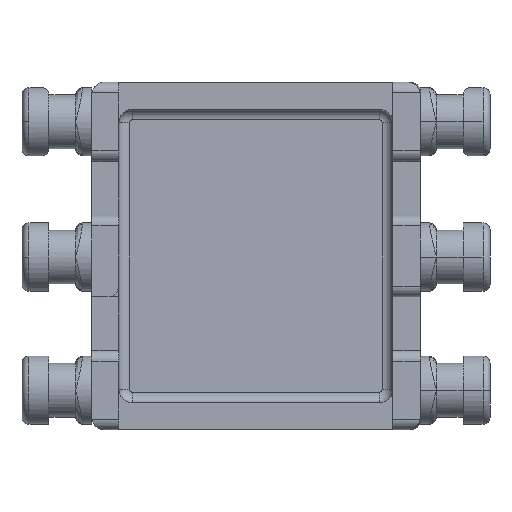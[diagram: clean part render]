
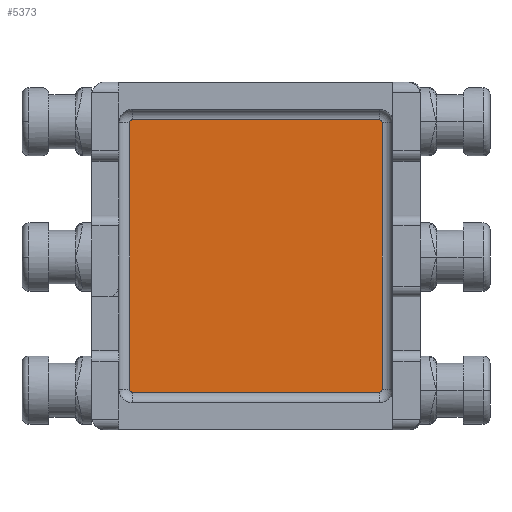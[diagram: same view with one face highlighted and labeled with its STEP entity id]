
A CAD part, front view. The second image highlights one B-rep face of the part: STEP entity #5373.
In plain terms, the highlighted planar face has unit normal (0, -1, 0).
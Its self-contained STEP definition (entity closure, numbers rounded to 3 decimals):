
#33 = DIRECTION ( 'NONE',  ( 0., 0., 1. ) ) ;
#160 = CARTESIAN_POINT ( 'NONE',  ( -2.355, 1.469, -5.725 ) ) ;
#204 = AXIS2_PLACEMENT_3D ( 'NONE', #5588, #9164, #4894 ) ;
#536 = CARTESIAN_POINT ( 'NONE',  ( 2.35, 1.469, -5.725 ) ) ;
#590 = FACE_OUTER_BOUND ( 'NONE', #6520, .T. ) ;
#711 = VECTOR ( 'NONE', #3814, 1000. ) ;
#830 = EDGE_CURVE ( 'NONE', #6629, #8619, #2571, .T. ) ;
#897 = DIRECTION ( 'NONE',  ( 0., 0., -1. ) ) ;
#905 = CIRCLE ( 'NONE', #6362, 0.05 ) ;
#1031 = VECTOR ( 'NONE', #7246, 1000. ) ;
#1099 = ORIENTED_EDGE ( 'NONE', *, *, #5942, .T. ) ;
#1200 = CARTESIAN_POINT ( 'NONE',  ( -2.305, 1.469, -5.775 ) ) ;
#1304 = VERTEX_POINT ( 'NONE', #1608 ) ;
#1479 = EDGE_CURVE ( 'NONE', #2386, #6629, #1695, .T. ) ;
#1552 = DIRECTION ( 'NONE',  ( 1., 0., 0. ) ) ;
#1608 = CARTESIAN_POINT ( 'NONE',  ( 2.3, 1.469, -5.775 ) ) ;
#1695 = CIRCLE ( 'NONE', #1927, 0.05 ) ;
#1927 = AXIS2_PLACEMENT_3D ( 'NONE', #8810, #7109, #5237 ) ;
#1974 = ORIENTED_EDGE ( 'NONE', *, *, #3737, .T. ) ;
#2386 = VERTEX_POINT ( 'NONE', #3480 ) ;
#2466 = CARTESIAN_POINT ( 'NONE',  ( -2.355, 1.469, -5.725 ) ) ;
#2560 = LINE ( 'NONE', #160, #8033 ) ;
#2571 = LINE ( 'NONE', #3836, #711 ) ;
#2731 = PLANE ( 'NONE',  #204 ) ;
#2908 = EDGE_CURVE ( 'NONE', #3627, #2386, #6688, .T. ) ;
#3260 = VERTEX_POINT ( 'NONE', #1200 ) ;
#3480 = CARTESIAN_POINT ( 'NONE',  ( 2.35, 1.469, -0.755 ) ) ;
#3537 = LINE ( 'NONE', #6515, #3982 ) ;
#3627 = VERTEX_POINT ( 'NONE', #536 ) ;
#3698 = AXIS2_PLACEMENT_3D ( 'NONE', #8334, #4032, #9044 ) ;
#3737 = EDGE_CURVE ( 'NONE', #1304, #3627, #905, .T. ) ;
#3814 = DIRECTION ( 'NONE',  ( -1., 0., 0. ) ) ;
#3836 = CARTESIAN_POINT ( 'NONE',  ( -2.305, 1.469, -0.705 ) ) ;
#3911 = EDGE_CURVE ( 'NONE', #3260, #1304, #3537, .T. ) ;
#3982 = VECTOR ( 'NONE', #1552, 1000. ) ;
#4032 = DIRECTION ( 'NONE',  ( 0., -1., 0. ) ) ;
#4220 = DIRECTION ( 'NONE',  ( 0., -1., 0. ) ) ;
#4282 = DIRECTION ( 'NONE',  ( 0., -1., 0. ) ) ;
#4613 = AXIS2_PLACEMENT_3D ( 'NONE', #8561, #4282, #33 ) ;
#4894 = DIRECTION ( 'NONE',  ( 0., 0., 1. ) ) ;
#5033 = CIRCLE ( 'NONE', #3698, 0.05 ) ;
#5182 = VERTEX_POINT ( 'NONE', #2466 ) ;
#5237 = DIRECTION ( 'NONE',  ( 0., 0., 1. ) ) ;
#5250 = EDGE_CURVE ( 'NONE', #5182, #3260, #5033, .T. ) ;
#5373 = ADVANCED_FACE ( 'NONE', ( #590 ), #2731, .F. ) ;
#5588 = CARTESIAN_POINT ( 'NONE',  ( 0., 1.469, 0. ) ) ;
#5599 = EDGE_CURVE ( 'NONE', #5941, #5182, #2560, .T. ) ;
#5707 = ORIENTED_EDGE ( 'NONE', *, *, #830, .T. ) ;
#5941 = VERTEX_POINT ( 'NONE', #6396 ) ;
#5942 = EDGE_CURVE ( 'NONE', #8619, #5941, #7454, .T. ) ;
#5966 = ORIENTED_EDGE ( 'NONE', *, *, #5599, .T. ) ;
#6362 = AXIS2_PLACEMENT_3D ( 'NONE', #8506, #4220, #9206 ) ;
#6396 = CARTESIAN_POINT ( 'NONE',  ( -2.355, 1.469, -0.755 ) ) ;
#6515 = CARTESIAN_POINT ( 'NONE',  ( 2.3, 1.469, -5.775 ) ) ;
#6520 = EDGE_LOOP ( 'NONE', ( #5707, #1099, #5966, #9160, #8681, #1974, #8301, #8240 ) ) ;
#6540 = CARTESIAN_POINT ( 'NONE',  ( 2.35, 1.469, -0.755 ) ) ;
#6629 = VERTEX_POINT ( 'NONE', #6794 ) ;
#6688 = LINE ( 'NONE', #6540, #1031 ) ;
#6794 = CARTESIAN_POINT ( 'NONE',  ( 2.3, 1.469, -0.705 ) ) ;
#7109 = DIRECTION ( 'NONE',  ( 0., -1., 0. ) ) ;
#7246 = DIRECTION ( 'NONE',  ( 0., 0., 1. ) ) ;
#7454 = CIRCLE ( 'NONE', #4613, 0.05 ) ;
#8033 = VECTOR ( 'NONE', #897, 1000. ) ;
#8240 = ORIENTED_EDGE ( 'NONE', *, *, #1479, .T. ) ;
#8301 = ORIENTED_EDGE ( 'NONE', *, *, #2908, .T. ) ;
#8334 = CARTESIAN_POINT ( 'NONE',  ( -2.305, 1.469, -5.725 ) ) ;
#8506 = CARTESIAN_POINT ( 'NONE',  ( 2.3, 1.469, -5.725 ) ) ;
#8561 = CARTESIAN_POINT ( 'NONE',  ( -2.305, 1.469, -0.755 ) ) ;
#8619 = VERTEX_POINT ( 'NONE', #8847 ) ;
#8681 = ORIENTED_EDGE ( 'NONE', *, *, #3911, .T. ) ;
#8810 = CARTESIAN_POINT ( 'NONE',  ( 2.3, 1.469, -0.755 ) ) ;
#8847 = CARTESIAN_POINT ( 'NONE',  ( -2.305, 1.469, -0.705 ) ) ;
#9044 = DIRECTION ( 'NONE',  ( 0., 0., 1. ) ) ;
#9160 = ORIENTED_EDGE ( 'NONE', *, *, #5250, .T. ) ;
#9164 = DIRECTION ( 'NONE',  ( 0., 1., 0. ) ) ;
#9206 = DIRECTION ( 'NONE',  ( 0., 0., 1. ) ) ;
